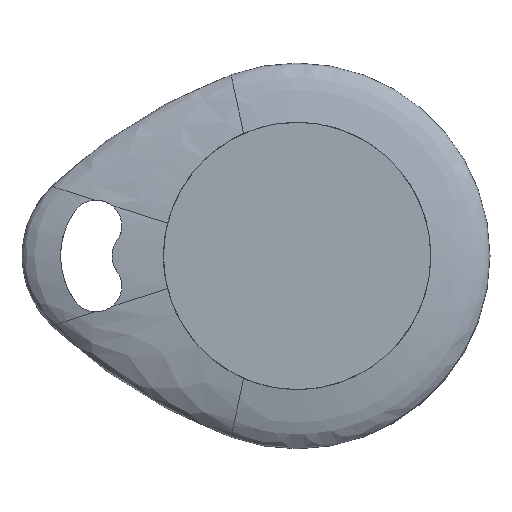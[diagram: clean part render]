
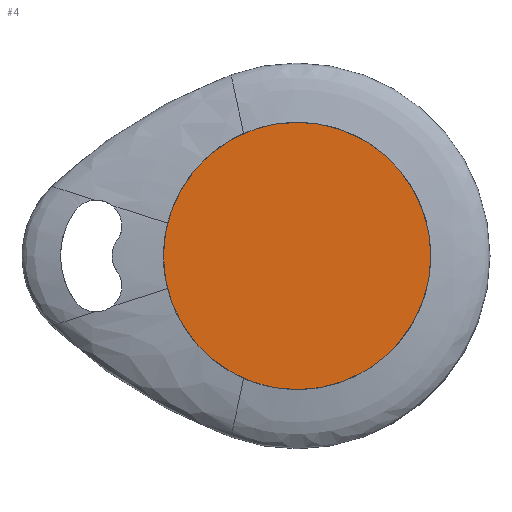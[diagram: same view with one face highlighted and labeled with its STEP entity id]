
A CAD part, top view. The second image highlights one B-rep face of the part: STEP entity #4.
In plain terms, the highlighted planar face has unit normal (0, 0, 1).
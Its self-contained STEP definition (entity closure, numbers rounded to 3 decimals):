
#4 = ADVANCED_FACE ( 'NONE', ( #191 ), #277, .T. ) ;
#39 = DIRECTION ( 'NONE',  ( 1., 0., 0. ) ) ;
#80 = ORIENTED_EDGE ( 'NONE', *, *, #332, .T. ) ;
#87 = CARTESIAN_POINT ( 'NONE',  ( 10.4, 0., 3. ) ) ;
#102 = CARTESIAN_POINT ( 'NONE',  ( 0., 0., 3. ) ) ;
#191 = FACE_OUTER_BOUND ( 'NONE', #389, .T. ) ;
#255 = DIRECTION ( 'NONE',  ( 1., 0., 0. ) ) ;
#257 = CIRCLE ( 'NONE', #519, 10.4 ) ;
#277 = PLANE ( 'NONE',  #406 ) ;
#332 = EDGE_CURVE ( 'NONE', #648, #453, #257, .T. ) ;
#389 = EDGE_LOOP ( 'NONE', ( #80, #426 ) ) ;
#406 = AXIS2_PLACEMENT_3D ( 'NONE', #602, #442, #598 ) ;
#426 = ORIENTED_EDGE ( 'NONE', *, *, #854, .T. ) ;
#442 = DIRECTION ( 'NONE',  ( 0., 0., 1. ) ) ;
#453 = VERTEX_POINT ( 'NONE', #87 ) ;
#519 = AXIS2_PLACEMENT_3D ( 'NONE', #527, #1003, #39 ) ;
#527 = CARTESIAN_POINT ( 'NONE',  ( 0., 0., 3. ) ) ;
#531 = CARTESIAN_POINT ( 'NONE',  ( -10.4, 0., 3. ) ) ;
#598 = DIRECTION ( 'NONE',  ( 1., 0., 0. ) ) ;
#602 = CARTESIAN_POINT ( 'NONE',  ( 0., 0., 3. ) ) ;
#648 = VERTEX_POINT ( 'NONE', #531 ) ;
#653 = DIRECTION ( 'NONE',  ( 0., 0., 1. ) ) ;
#785 = CIRCLE ( 'NONE', #917, 10.4 ) ;
#854 = EDGE_CURVE ( 'NONE', #453, #648, #785, .T. ) ;
#917 = AXIS2_PLACEMENT_3D ( 'NONE', #102, #653, #255 ) ;
#1003 = DIRECTION ( 'NONE',  ( 0., 0., 1. ) ) ;
